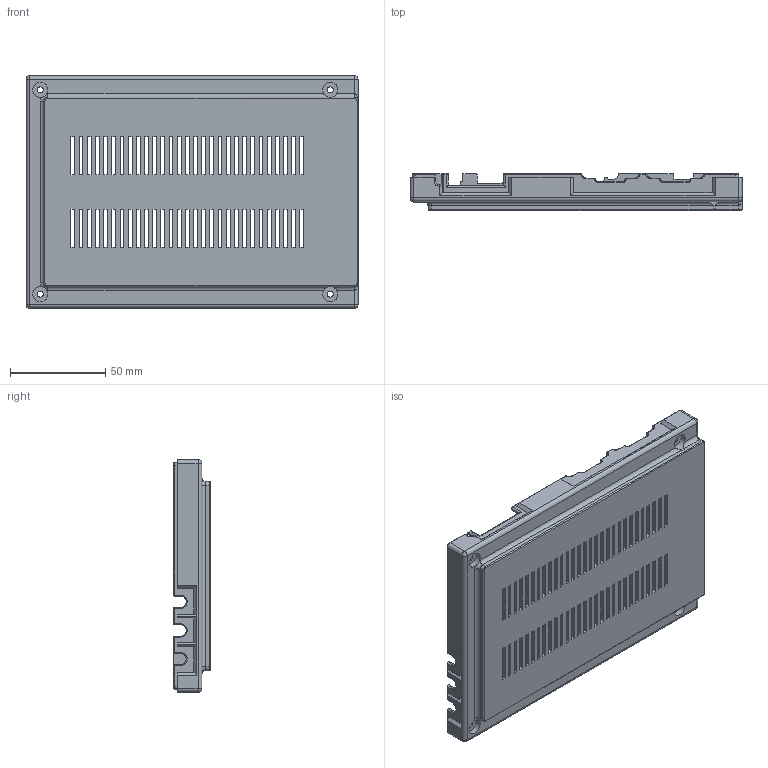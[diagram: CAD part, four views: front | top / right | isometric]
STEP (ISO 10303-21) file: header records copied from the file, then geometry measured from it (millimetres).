
FILE_DESCRIPTION(/* description */ (''),/* implementation_level */ '2;1');
FILE_NAME(/* name */ 'aqp_case_2_color_bottom.step',/* time_stamp */ '2024-10-23T11:52:47-07:00',/* author */ (''),/* organization */ (''),/* preprocessor_version */ 'ST-DEVELOPER v20',/* originating_system */ 'Autodesk Translation Framework v13.20.0.188',/* authorisation */ '');
FILE_SCHEMA (('AUTOMOTIVE_DESIGN { 1 0 10303 214 3 1 1 }'));
Length unit declared in the file: millimetre
Products named in the file (1): aqp_case_2_color
Bounding box: 174 x 19.32 x 122 mm (x, y, z)
Volume: 80515.7 mm3; surface area: 59335 mm2
Topology: 1 solids, 2 shells, 830 faces, 2138 edges, 1306 vertices
Faces by surface type: plane 416, cylinder 262, torus 73, sphere 61, bspline 18
Full cylindrical faces by diameter (mm): 3.2 x4, 8 x4
Entity records: 25753 total; most frequent: CARTESIAN_POINT 5060, DIRECTION 4330, ORIENTED_EDGE 4262, EDGE_CURVE 2131, LINE 1474, VECTOR 1474, AXIS2_PLACEMENT_3D 1428, VERTEX_POINT 1306
